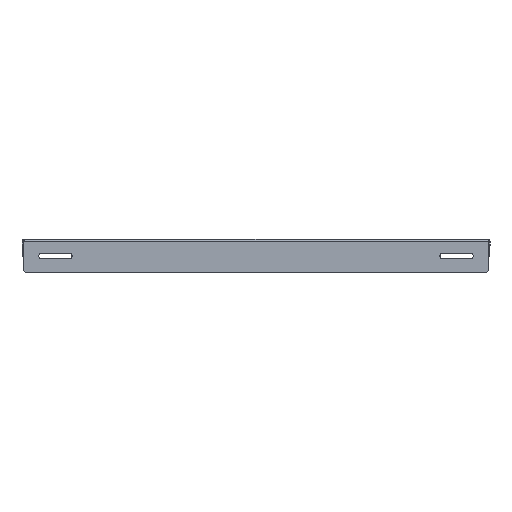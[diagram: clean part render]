
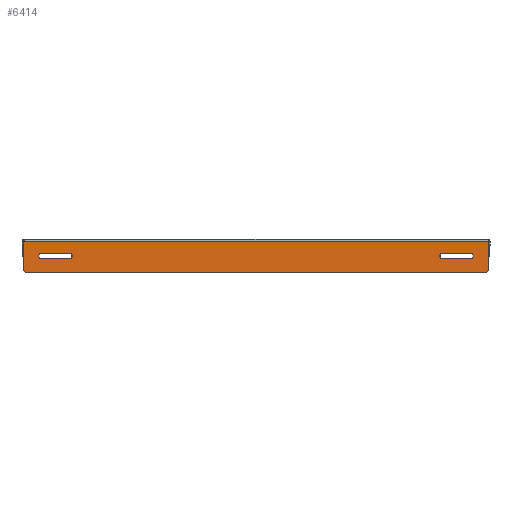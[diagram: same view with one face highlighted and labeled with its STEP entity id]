
A CAD part, left-side view. The second image highlights one B-rep face of the part: STEP entity #6414.
In plain terms, the highlighted planar face has unit normal (-1, 0, 0).
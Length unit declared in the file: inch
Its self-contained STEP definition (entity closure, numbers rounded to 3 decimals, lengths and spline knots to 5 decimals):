
#29 = CARTESIAN_POINT ( 'NONE',  ( -11., 14., 0.844 ) ) ;
#33 = EDGE_CURVE ( 'NONE', #1525, #7543, #11977, .T. ) ;
#77 = AXIS2_PLACEMENT_3D ( 'NONE', #13029, #13117, #2823 ) ;
#202 = VERTEX_POINT ( 'NONE', #5467 ) ;
#245 = DIRECTION ( 'NONE',  ( 1., 0., 0. ) ) ;
#372 = EDGE_LOOP ( 'NONE', ( #484, #13667, #3249, #12928 ) ) ;
#484 = ORIENTED_EDGE ( 'NONE', *, *, #9523, .T. ) ;
#717 = AXIS2_PLACEMENT_3D ( 'NONE', #9219, #245, #10192 ) ;
#1252 = EDGE_CURVE ( 'NONE', #7190, #9812, #1415, .T. ) ;
#1415 = LINE ( 'NONE', #29, #8191 ) ;
#1446 = VERTEX_POINT ( 'NONE', #6700 ) ;
#1525 = VERTEX_POINT ( 'NONE', #4578 ) ;
#1526 = EDGE_CURVE ( 'NONE', #1446, #3787, #10868, .T. ) ;
#1729 = EDGE_CURVE ( 'NONE', #14258, #4222, #7746, .T. ) ;
#1806 = CARTESIAN_POINT ( 'NONE',  ( -11., 0., -1. ) ) ;
#2008 = EDGE_CURVE ( 'NONE', #15546, #3377, #6270, .T. ) ;
#2087 = VECTOR ( 'NONE', #11031, 39.37008 ) ;
#2139 = DIRECTION ( 'NONE',  ( 1., 0., 0. ) ) ;
#2304 = EDGE_CURVE ( 'NONE', #2882, #14660, #9441, .T. ) ;
#2642 = LINE ( 'NONE', #13672, #13553 ) ;
#2823 = DIRECTION ( 'NONE',  ( 0., 0., -1. ) ) ;
#2882 = VERTEX_POINT ( 'NONE', #9876 ) ;
#2888 = EDGE_CURVE ( 'NONE', #9812, #14258, #12494, .T. ) ;
#3249 = ORIENTED_EDGE ( 'NONE', *, *, #6136, .T. ) ;
#3377 = VERTEX_POINT ( 'NONE', #7963 ) ;
#3498 = DIRECTION ( 'NONE',  ( 0., -1., 0. ) ) ;
#3675 = DIRECTION ( 'NONE',  ( 0., 0., -1. ) ) ;
#3787 = VERTEX_POINT ( 'NONE', #12379 ) ;
#3823 = EDGE_CURVE ( 'NONE', #202, #9553, #4210, .T. ) ;
#3904 = CIRCLE ( 'NONE', #5740, 0.15625 ) ;
#4007 = DIRECTION ( 'NONE',  ( 0., 0., 1. ) ) ;
#4097 = CARTESIAN_POINT ( 'NONE',  ( -11., 13.922, 0.844 ) ) ;
#4210 = CIRCLE ( 'NONE', #7090, 0.25 ) ;
#4222 = VERTEX_POINT ( 'NONE', #4575 ) ;
#4575 = CARTESIAN_POINT ( 'NONE',  ( -11., -13.672, -1. ) ) ;
#4578 = CARTESIAN_POINT ( 'NONE',  ( -11., -12.84375, 0.15625 ) ) ;
#4760 = EDGE_LOOP ( 'NONE', ( #5122, #9682, #5564, #5957 ) ) ;
#4926 = EDGE_CURVE ( 'NONE', #7190, #9553, #11854, .T. ) ;
#5122 = ORIENTED_EDGE ( 'NONE', *, *, #2304, .T. ) ;
#5467 = CARTESIAN_POINT ( 'NONE',  ( -11., 13.672, -1. ) ) ;
#5564 = ORIENTED_EDGE ( 'NONE', *, *, #2008, .T. ) ;
#5594 = CARTESIAN_POINT ( 'NONE',  ( -11., 12.84375, -0.15625 ) ) ;
#5683 = CARTESIAN_POINT ( 'NONE',  ( -11., 12., -0.15625 ) ) ;
#5723 = DIRECTION ( 'NONE',  ( 0., 0., -1. ) ) ;
#5729 = AXIS2_PLACEMENT_3D ( 'NONE', #7276, #12253, #6055 ) ;
#5740 = AXIS2_PLACEMENT_3D ( 'NONE', #5886, #2139, #7123 ) ;
#5774 = FACE_BOUND ( 'NONE', #372, .T. ) ;
#5886 = CARTESIAN_POINT ( 'NONE',  ( -11., 12.84375, 0. ) ) ;
#5957 = ORIENTED_EDGE ( 'NONE', *, *, #11883, .T. ) ;
#6025 = ORIENTED_EDGE ( 'NONE', *, *, #3823, .F. ) ;
#6052 = CARTESIAN_POINT ( 'NONE',  ( -11., -12., 0.15625 ) ) ;
#6055 = DIRECTION ( 'NONE',  ( 0., 0., -1. ) ) ;
#6131 = EDGE_CURVE ( 'NONE', #14660, #15546, #3904, .T. ) ;
#6136 = EDGE_CURVE ( 'NONE', #3787, #1525, #15861, .T. ) ;
#6270 = LINE ( 'NONE', #9778, #7641 ) ;
#6414 = ADVANCED_FACE ( 'NONE', ( #15438, #5774, #7082 ), #6685, .T. ) ;
#6526 = AXIS2_PLACEMENT_3D ( 'NONE', #8294, #13204, #4007 ) ;
#6685 = PLANE ( 'NONE',  #6526 ) ;
#6700 = CARTESIAN_POINT ( 'NONE',  ( -11., -11.15625, -0.15625 ) ) ;
#6830 = DIRECTION ( 'NONE',  ( 0., 1., 0. ) ) ;
#7082 = FACE_OUTER_BOUND ( 'NONE', #9958, .T. ) ;
#7090 = AXIS2_PLACEMENT_3D ( 'NONE', #9009, #7780, #11463 ) ;
#7123 = DIRECTION ( 'NONE',  ( 0., 0., -1. ) ) ;
#7190 = VERTEX_POINT ( 'NONE', #4097 ) ;
#7247 = CARTESIAN_POINT ( 'NONE',  ( -11., 12.84375, 0.15625 ) ) ;
#7276 = CARTESIAN_POINT ( 'NONE',  ( -11., -12.84375, 0. ) ) ;
#7543 = VERTEX_POINT ( 'NONE', #8319 ) ;
#7641 = VECTOR ( 'NONE', #3498, 39.37008 ) ;
#7746 = CIRCLE ( 'NONE', #717, 0.25 ) ;
#7780 = DIRECTION ( 'NONE',  ( 1., 0., 0. ) ) ;
#7963 = CARTESIAN_POINT ( 'NONE',  ( -11., 11.15625, 0.15625 ) ) ;
#8010 = LINE ( 'NONE', #1806, #15872 ) ;
#8174 = CARTESIAN_POINT ( 'NONE',  ( -11., -13.922, 0.844 ) ) ;
#8191 = VECTOR ( 'NONE', #10061, 39.37008 ) ;
#8294 = CARTESIAN_POINT ( 'NONE',  ( -11., 14., 0. ) ) ;
#8319 = CARTESIAN_POINT ( 'NONE',  ( -11., -12.84375, -0.15625 ) ) ;
#8427 = DIRECTION ( 'NONE',  ( 0., -1., 0. ) ) ;
#8757 = CARTESIAN_POINT ( 'NONE',  ( -11., 13.922, -0.75 ) ) ;
#8811 = CARTESIAN_POINT ( 'NONE',  ( -11., -13.922, 0.422 ) ) ;
#9009 = CARTESIAN_POINT ( 'NONE',  ( -11., 13.672, -0.75 ) ) ;
#9206 = VECTOR ( 'NONE', #6830, 39.37008 ) ;
#9219 = CARTESIAN_POINT ( 'NONE',  ( -11., -13.672, -0.75 ) ) ;
#9293 = ORIENTED_EDGE ( 'NONE', *, *, #13975, .T. ) ;
#9321 = DIRECTION ( 'NONE',  ( 0., 0., -1. ) ) ;
#9353 = VECTOR ( 'NONE', #3675, 39.37008 ) ;
#9441 = LINE ( 'NONE', #5683, #9206 ) ;
#9523 = EDGE_CURVE ( 'NONE', #7543, #1446, #2642, .T. ) ;
#9553 = VERTEX_POINT ( 'NONE', #8757 ) ;
#9682 = ORIENTED_EDGE ( 'NONE', *, *, #6131, .T. ) ;
#9778 = CARTESIAN_POINT ( 'NONE',  ( -11., 12., 0.15625 ) ) ;
#9812 = VERTEX_POINT ( 'NONE', #8174 ) ;
#9876 = CARTESIAN_POINT ( 'NONE',  ( -11., 11.15625, -0.15625 ) ) ;
#9958 = EDGE_LOOP ( 'NONE', ( #9293, #12073, #11157, #14066, #15713, #6025 ) ) ;
#10061 = DIRECTION ( 'NONE',  ( 0., -1., 0. ) ) ;
#10192 = DIRECTION ( 'NONE',  ( 0., 0., 1. ) ) ;
#10375 = CARTESIAN_POINT ( 'NONE',  ( -11., 13.922, 0.422 ) ) ;
#10868 = CIRCLE ( 'NONE', #15582, 0.15625 ) ;
#11031 = DIRECTION ( 'NONE',  ( 0., -1., 0. ) ) ;
#11157 = ORIENTED_EDGE ( 'NONE', *, *, #2888, .F. ) ;
#11294 = DIRECTION ( 'NONE',  ( 0., 1., 0. ) ) ;
#11463 = DIRECTION ( 'NONE',  ( 0., 0., 1. ) ) ;
#11841 = CARTESIAN_POINT ( 'NONE',  ( -11., -13.922, -0.75 ) ) ;
#11854 = LINE ( 'NONE', #10375, #14270 ) ;
#11883 = EDGE_CURVE ( 'NONE', #3377, #2882, #14404, .T. ) ;
#11977 = CIRCLE ( 'NONE', #5729, 0.15625 ) ;
#12073 = ORIENTED_EDGE ( 'NONE', *, *, #1729, .F. ) ;
#12253 = DIRECTION ( 'NONE',  ( 1., 0., 0. ) ) ;
#12379 = CARTESIAN_POINT ( 'NONE',  ( -11., -11.15625, 0.15625 ) ) ;
#12494 = LINE ( 'NONE', #8811, #9353 ) ;
#12928 = ORIENTED_EDGE ( 'NONE', *, *, #33, .T. ) ;
#13029 = CARTESIAN_POINT ( 'NONE',  ( -11., 11.15625, 0. ) ) ;
#13117 = DIRECTION ( 'NONE',  ( 1., 0., 0. ) ) ;
#13204 = DIRECTION ( 'NONE',  ( -1., 0., 0. ) ) ;
#13553 = VECTOR ( 'NONE', #11294, 39.37008 ) ;
#13667 = ORIENTED_EDGE ( 'NONE', *, *, #1526, .T. ) ;
#13672 = CARTESIAN_POINT ( 'NONE',  ( -11., -12., -0.15625 ) ) ;
#13975 = EDGE_CURVE ( 'NONE', #202, #4222, #8010, .T. ) ;
#14066 = ORIENTED_EDGE ( 'NONE', *, *, #1252, .F. ) ;
#14258 = VERTEX_POINT ( 'NONE', #11841 ) ;
#14270 = VECTOR ( 'NONE', #9321, 39.37008 ) ;
#14404 = CIRCLE ( 'NONE', #77, 0.15625 ) ;
#14540 = DIRECTION ( 'NONE',  ( 1., 0., 0. ) ) ;
#14660 = VERTEX_POINT ( 'NONE', #5594 ) ;
#15438 = FACE_BOUND ( 'NONE', #4760, .T. ) ;
#15546 = VERTEX_POINT ( 'NONE', #7247 ) ;
#15582 = AXIS2_PLACEMENT_3D ( 'NONE', #15692, #14540, #5723 ) ;
#15692 = CARTESIAN_POINT ( 'NONE',  ( -11., -11.15625, 0. ) ) ;
#15713 = ORIENTED_EDGE ( 'NONE', *, *, #4926, .T. ) ;
#15861 = LINE ( 'NONE', #6052, #2087 ) ;
#15872 = VECTOR ( 'NONE', #8427, 39.37008 ) ;
